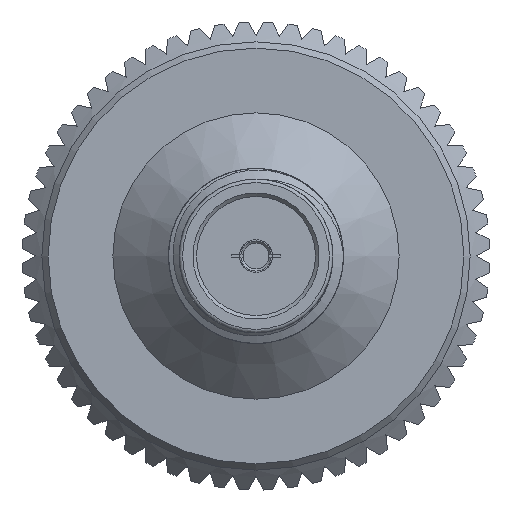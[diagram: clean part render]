
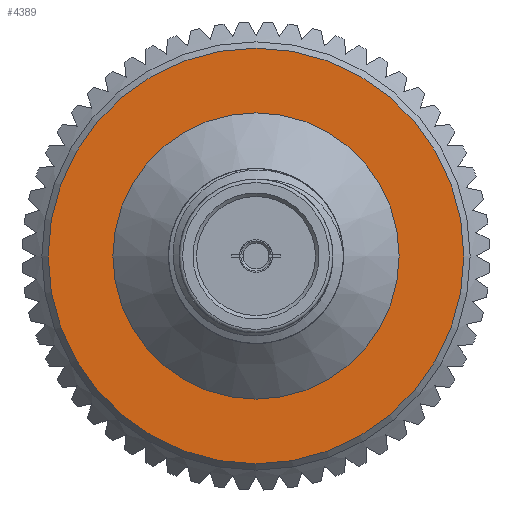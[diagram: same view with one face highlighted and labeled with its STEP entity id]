
A CAD part, left-side view. The second image highlights one B-rep face of the part: STEP entity #4389.
In plain terms, the highlighted planar face has unit normal (-1, 0, 0).
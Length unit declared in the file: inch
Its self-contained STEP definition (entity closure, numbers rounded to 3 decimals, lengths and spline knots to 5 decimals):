
#349 = FACE_BOUND ( 'NONE', #4527, .T. ) ;
#360 = DIRECTION ( 'NONE',  ( -1., 0., 0. ) ) ;
#382 = DIRECTION ( 'NONE',  ( 1., 0., 0. ) ) ;
#882 = CIRCLE ( 'NONE', #8812, 0.29695 ) ;
#1959 = AXIS2_PLACEMENT_3D ( 'NONE', #3027, #360, #10743 ) ;
#2501 = DIRECTION ( 'NONE',  ( 1., 0., 0. ) ) ;
#2691 = EDGE_LOOP ( 'NONE', ( #8015 ) ) ;
#3027 = CARTESIAN_POINT ( 'NONE',  ( 0.40551, 0.20451, 0. ) ) ;
#4389 = ADVANCED_FACE ( 'NONE', ( #349, #6826 ), #4747, .T. ) ;
#4527 = EDGE_LOOP ( 'NONE', ( #9101 ) ) ;
#4747 = PLANE ( 'NONE',  #1959 ) ;
#4790 = EDGE_CURVE ( 'NONE', #5422, #5422, #882, .T. ) ;
#5057 = EDGE_CURVE ( 'NONE', #5990, #5990, #7193, .T. ) ;
#5091 = CARTESIAN_POINT ( 'NONE',  ( 0.40551, 0., 0. ) ) ;
#5422 = VERTEX_POINT ( 'NONE', #6926 ) ;
#5922 = DIRECTION ( 'NONE',  ( 0., 1., 0. ) ) ;
#5990 = VERTEX_POINT ( 'NONE', #10266 ) ;
#6390 = DIRECTION ( 'NONE',  ( 0., 1., 0. ) ) ;
#6512 = AXIS2_PLACEMENT_3D ( 'NONE', #5091, #2501, #5922 ) ;
#6826 = FACE_OUTER_BOUND ( 'NONE', #2691, .T. ) ;
#6926 = CARTESIAN_POINT ( 'NONE',  ( 0.40551, 0.29695, 0. ) ) ;
#7193 = CIRCLE ( 'NONE', #6512, 0.20451 ) ;
#8015 = ORIENTED_EDGE ( 'NONE', *, *, #4790, .F. ) ;
#8117 = CARTESIAN_POINT ( 'NONE',  ( 0.40551, 0., 0. ) ) ;
#8812 = AXIS2_PLACEMENT_3D ( 'NONE', #8117, #382, #6390 ) ;
#9101 = ORIENTED_EDGE ( 'NONE', *, *, #5057, .T. ) ;
#10266 = CARTESIAN_POINT ( 'NONE',  ( 0.40551, 0.20451, 0. ) ) ;
#10743 = DIRECTION ( 'NONE',  ( 0., -1., 0. ) ) ;
